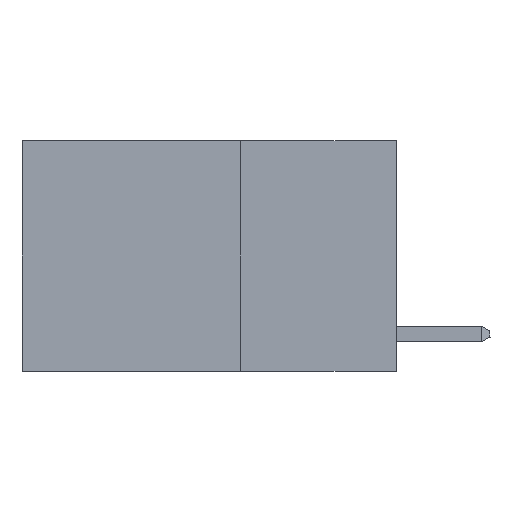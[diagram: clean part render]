
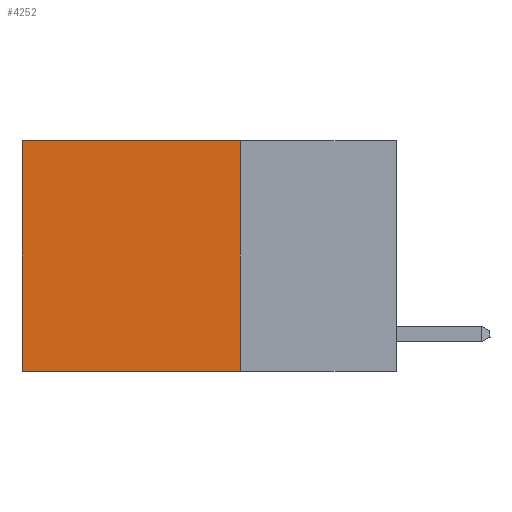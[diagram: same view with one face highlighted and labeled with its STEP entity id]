
A CAD part, left-side view. The second image highlights one B-rep face of the part: STEP entity #4252.
In plain terms, the highlighted planar face has unit normal (-1, 0, 0).
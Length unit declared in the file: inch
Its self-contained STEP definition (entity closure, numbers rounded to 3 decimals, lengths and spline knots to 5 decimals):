
#1931 = AXIS2_PLACEMENT_3D ( 'NONE', #13824, #2963, #15619 ) ;
#2789 = ORIENTED_EDGE ( 'NONE', *, *, #11326, .F. ) ;
#2963 = DIRECTION ( 'NONE',  ( 1., 0., 0. ) ) ;
#4252 = ADVANCED_FACE ( 'NONE', ( #16124 ), #20957, .F. ) ;
#4310 = VERTEX_POINT ( 'NONE', #4865 ) ;
#4551 = CARTESIAN_POINT ( 'NONE',  ( 0.2625, 0.25, -0.37 ) ) ;
#4767 = LINE ( 'NONE', #10374, #13857 ) ;
#4782 = EDGE_CURVE ( 'NONE', #4310, #17730, #4767, .T. ) ;
#4865 = CARTESIAN_POINT ( 'NONE',  ( 0.2625, 0.6, 0. ) ) ;
#5281 = EDGE_CURVE ( 'NONE', #21584, #20613, #13275, .T. ) ;
#5403 = CARTESIAN_POINT ( 'NONE',  ( 0.2625, 0.25, 0. ) ) ;
#5754 = ORIENTED_EDGE ( 'NONE', *, *, #5281, .F. ) ;
#6302 = CARTESIAN_POINT ( 'NONE',  ( 0.2625, 0.25, -0.37 ) ) ;
#8425 = DIRECTION ( 'NONE',  ( 0., 0., -1. ) ) ;
#9385 = VECTOR ( 'NONE', #22518, 39.37008 ) ;
#9957 = LINE ( 'NONE', #6302, #9385 ) ;
#10374 = CARTESIAN_POINT ( 'NONE',  ( 0.2625, 0.6, 0. ) ) ;
#11326 = EDGE_CURVE ( 'NONE', #20613, #17730, #9957, .T. ) ;
#11903 = CARTESIAN_POINT ( 'NONE',  ( 0.2625, 0.25, 0. ) ) ;
#12195 = DIRECTION ( 'NONE',  ( 0., 0., -1. ) ) ;
#13275 = LINE ( 'NONE', #22846, #17461 ) ;
#13372 = ORIENTED_EDGE ( 'NONE', *, *, #4782, .T. ) ;
#13824 = CARTESIAN_POINT ( 'NONE',  ( 0.2625, 0.25, 0. ) ) ;
#13857 = VECTOR ( 'NONE', #12195, 39.37008 ) ;
#15619 = DIRECTION ( 'NONE',  ( 0., 0., -1. ) ) ;
#16124 = FACE_OUTER_BOUND ( 'NONE', #22788, .T. ) ;
#17125 = CARTESIAN_POINT ( 'NONE',  ( 0.2625, 0.6, -0.37 ) ) ;
#17461 = VECTOR ( 'NONE', #8425, 39.37008 ) ;
#17730 = VERTEX_POINT ( 'NONE', #17125 ) ;
#18201 = ORIENTED_EDGE ( 'NONE', *, *, #21329, .T. ) ;
#20344 = LINE ( 'NONE', #11903, #20921 ) ;
#20613 = VERTEX_POINT ( 'NONE', #4551 ) ;
#20921 = VECTOR ( 'NONE', #22583, 39.37008 ) ;
#20957 = PLANE ( 'NONE',  #1931 ) ;
#21329 = EDGE_CURVE ( 'NONE', #21584, #4310, #20344, .T. ) ;
#21584 = VERTEX_POINT ( 'NONE', #5403 ) ;
#22518 = DIRECTION ( 'NONE',  ( 0., 1., 0. ) ) ;
#22583 = DIRECTION ( 'NONE',  ( 0., 1., 0. ) ) ;
#22788 = EDGE_LOOP ( 'NONE', ( #13372, #2789, #5754, #18201 ) ) ;
#22846 = CARTESIAN_POINT ( 'NONE',  ( 0.2625, 0.25, 0. ) ) ;
